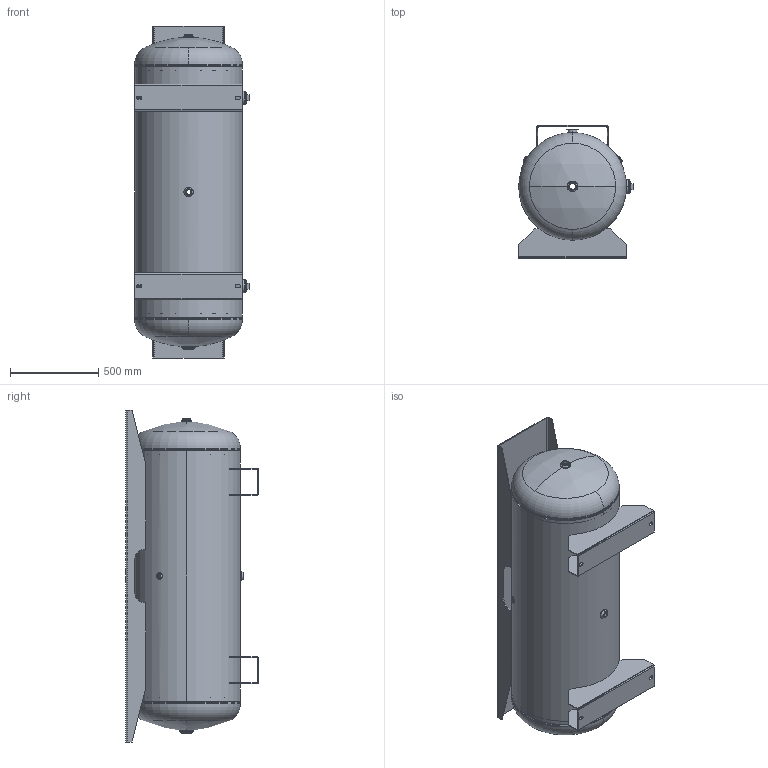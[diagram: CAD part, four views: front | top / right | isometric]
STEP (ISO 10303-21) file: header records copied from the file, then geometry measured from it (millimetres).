
FILE_DESCRIPTION (( 'STEP AP203' ), '1' );
FILE_NAME ('302700.STEP', '2012-05-14T13:25:02', ( '' ), ( '' ), 'SwSTEP 2.0', 'SolidWorks 2012', '' );
FILE_SCHEMA (( 'CONFIG_CONTROL_DESIGN' ));
Length unit declared in the file: inch
Products named in the file (1): 302700
Bounding box: 648.74 x 751.26 x 1879.6 mm (x, y, z)
Surface area: 9540870.7 mm2 (no closed solid volume)
Topology: 0 solids, 29 shells, 281 faces, 741 edges, 476 vertices
Faces by surface type: plane 117, cylinder 85, torus 66, bspline 9, sphere 4
Full cylindrical faces by diameter (mm): 600.405 x1, 609.6 x1
Entity records: 11630 total; most frequent: CARTESIAN_POINT 4546, DIRECTION 1556, ORIENTED_EDGE 1302, EDGE_CURVE 741, AXIS2_PLACEMENT_3D 615, VERTEX_POINT 476, CIRCLE 342, EDGE_LOOP 327
